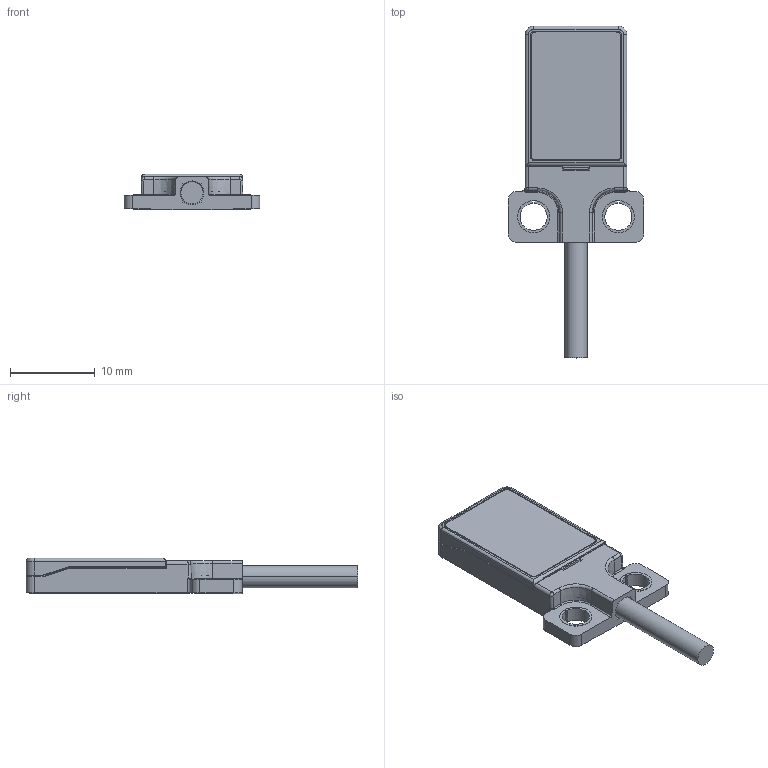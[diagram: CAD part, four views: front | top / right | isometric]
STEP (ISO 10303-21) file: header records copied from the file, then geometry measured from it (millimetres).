
FILE_DESCRIPTION((''),'2;1');
FILE_NAME('R3F1_ASM','2016-12-12T',('sereneee'),(''),'PRO/ENGINEER BY PARAMETRIC TECHNOLOGY CORPORATION, 2015440','PRO/ENGINEER BY PARAMETRIC TECHNOLOGY CORPORATION, 2015440','');
FILE_SCHEMA(('CONFIG_CONTROL_DESIGN'));
Length unit declared in the file: millimetre
Products named in the file (10): MSBR-9; MSBR-8; MSBR-7; MSBR-6; MSBR-5; MSBR-4; MSBR-3; MSBR-2; MSBR-1; R3F1_ASM
Assembly tree (9 placements, depth 2):
  R3F1_ASM
    MSBR-9
    MSBR-8
    MSBR-7
    MSBR-6
    MSBR-5
    MSBR-4
    MSBR-3
    MSBR-2
    MSBR-1
Bounding box: 16 x 39.15 x 4.2 mm (x, y, z)
Volume: 1742.1 mm3; surface area: 3450.9 mm2
Topology: 9 solids, 9 shells, 455 faces, 1252 edges, 804 vertices
Faces by surface type: plane 260, cylinder 136, cone 21, bspline 14, torus 14, sphere 10
Entity records: 18744 total; most frequent: CARTESIAN_POINT 4003, ORIENTED_EDGE 2484, DIRECTION 2264, EDGE_CURVE 1242, VERTEX_POINT 804, VECTOR 796, LINE 796, AXIS2_PLACEMENT_3D 734
